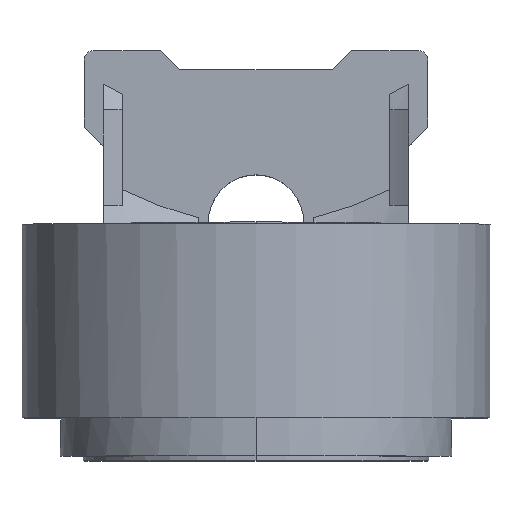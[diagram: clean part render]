
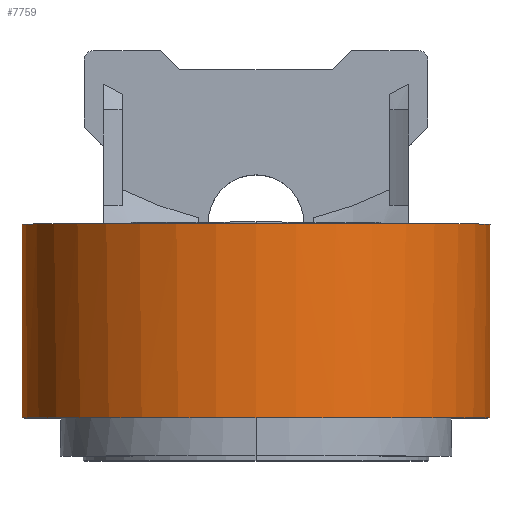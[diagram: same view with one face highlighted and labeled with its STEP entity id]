
A CAD part, top view. The second image highlights one B-rep face of the part: STEP entity #7759.
In plain terms, the highlighted cylindrical face has radius 12.25 mm (diameter 24.5 mm), a partial arc.
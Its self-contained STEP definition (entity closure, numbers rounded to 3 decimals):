
#160 = EDGE_CURVE ( 'NONE', #2596, #3549, #3328, .T. ) ;
#169 = DIRECTION ( 'NONE',  ( 0., -1., 0. ) ) ;
#176 = EDGE_CURVE ( 'NONE', #3819, #5101, #589, .T. ) ;
#308 = CARTESIAN_POINT ( 'NONE',  ( -4., -1.1, 0.921 ) ) ;
#384 = EDGE_CURVE ( 'NONE', #3819, #5835, #6841, .T. ) ;
#451 = VECTOR ( 'NONE', #3170, 1000. ) ;
#528 = ORIENTED_EDGE ( 'NONE', *, *, #2449, .F. ) ;
#575 = AXIS2_PLACEMENT_3D ( 'NONE', #8533, #4241, #793 ) ;
#589 = CIRCLE ( 'NONE', #4073, 12.25 ) ;
#657 = ORIENTED_EDGE ( 'NONE', *, *, #5223, .F. ) ;
#742 = VERTEX_POINT ( 'NONE', #7601 ) ;
#793 = DIRECTION ( 'NONE',  ( 0., 0., 1. ) ) ;
#856 = CIRCLE ( 'NONE', #1993, 12.25 ) ;
#1001 = CIRCLE ( 'NONE', #8522, 12.25 ) ;
#1078 = EDGE_LOOP ( 'NONE', ( #5575, #7370, #2178, #3930, #8205, #2934, #5387, #1099, #4991, #657, #8410, #7126, #7481, #4946, #6758, #528 ) ) ;
#1099 = ORIENTED_EDGE ( 'NONE', *, *, #6099, .F. ) ;
#1105 = DIRECTION ( 'NONE',  ( 0., 0., 1. ) ) ;
#1190 = DIRECTION ( 'NONE',  ( 0., 1., 0. ) ) ;
#1215 = DIRECTION ( 'NONE',  ( 0., 0., -1. ) ) ;
#1216 = EDGE_CURVE ( 'NONE', #3043, #7105, #7402, .T. ) ;
#1350 = CARTESIAN_POINT ( 'NONE',  ( -8., -8.8, 3.223 ) ) ;
#1466 = VECTOR ( 'NONE', #6620, 1000. ) ;
#1468 = DIRECTION ( 'NONE',  ( 0., 1., 0. ) ) ;
#1504 = DIRECTION ( 'NONE',  ( 0., 1., 0. ) ) ;
#1610 = AXIS2_PLACEMENT_3D ( 'NONE', #8043, #3939, #1215 ) ;
#1631 = VECTOR ( 'NONE', #1468, 1000. ) ;
#1664 = DIRECTION ( 'NONE',  ( 0., 0., -1. ) ) ;
#1902 = DIRECTION ( 'NONE',  ( 0., 1., 0. ) ) ;
#1979 = CIRCLE ( 'NONE', #6479, 12.25 ) ;
#1993 = AXIS2_PLACEMENT_3D ( 'NONE', #3826, #6117, #7985 ) ;
#2013 = VECTOR ( 'NONE', #7151, 1000. ) ;
#2104 = EDGE_CURVE ( 'NONE', #6653, #8346, #6785, .T. ) ;
#2178 = ORIENTED_EDGE ( 'NONE', *, *, #2965, .F. ) ;
#2292 = DIRECTION ( 'NONE',  ( 0., 0., 1. ) ) ;
#2449 = EDGE_CURVE ( 'NONE', #8346, #5239, #5221, .T. ) ;
#2588 = CARTESIAN_POINT ( 'NONE',  ( 0., -1.1, 12.5 ) ) ;
#2591 = VECTOR ( 'NONE', #1504, 1000. ) ;
#2596 = VERTEX_POINT ( 'NONE', #5146 ) ;
#2621 = EDGE_CURVE ( 'NONE', #7105, #7702, #5954, .T. ) ;
#2658 = DIRECTION ( 'NONE',  ( 0., -1., 0. ) ) ;
#2795 = DIRECTION ( 'NONE',  ( 0., 1., 0. ) ) ;
#2810 = CARTESIAN_POINT ( 'NONE',  ( 7., -8.8, 2.447 ) ) ;
#2934 = ORIENTED_EDGE ( 'NONE', *, *, #176, .T. ) ;
#2965 = EDGE_CURVE ( 'NONE', #3095, #6849, #3853, .T. ) ;
#3043 = VERTEX_POINT ( 'NONE', #8646 ) ;
#3095 = VERTEX_POINT ( 'NONE', #5812 ) ;
#3170 = DIRECTION ( 'NONE',  ( 0., -1., 0. ) ) ;
#3212 = CARTESIAN_POINT ( 'NONE',  ( 3., -10.25, 0.623 ) ) ;
#3232 = DIRECTION ( 'NONE',  ( -1., 0., 0. ) ) ;
#3328 = LINE ( 'NONE', #6102, #6396 ) ;
#3420 = FACE_OUTER_BOUND ( 'NONE', #1078, .T. ) ;
#3441 = CARTESIAN_POINT ( 'NONE',  ( -8., -12.5, 3.223 ) ) ;
#3470 = CARTESIAN_POINT ( 'NONE',  ( 0., -12.5, 12.5 ) ) ;
#3518 = VECTOR ( 'NONE', #1902, 1000. ) ;
#3531 = CARTESIAN_POINT ( 'NONE',  ( 8., -8.8, 3.223 ) ) ;
#3549 = VERTEX_POINT ( 'NONE', #308 ) ;
#3819 = VERTEX_POINT ( 'NONE', #1350 ) ;
#3826 = CARTESIAN_POINT ( 'NONE',  ( 0., -7., 12.5 ) ) ;
#3853 = LINE ( 'NONE', #5172, #451 ) ;
#3930 = ORIENTED_EDGE ( 'NONE', *, *, #7691, .T. ) ;
#3939 = DIRECTION ( 'NONE',  ( 0., -1., 0. ) ) ;
#4073 = AXIS2_PLACEMENT_3D ( 'NONE', #6814, #5608, #4737 ) ;
#4120 = VECTOR ( 'NONE', #8406, 1000. ) ;
#4196 = CIRCLE ( 'NONE', #5210, 12.25 ) ;
#4241 = DIRECTION ( 'NONE',  ( 0., 1., 0. ) ) ;
#4244 = LINE ( 'NONE', #8262, #4120 ) ;
#4362 = CIRCLE ( 'NONE', #1610, 12.25 ) ;
#4407 = CARTESIAN_POINT ( 'NONE',  ( -7., -12.501, 2.447 ) ) ;
#4737 = DIRECTION ( 'NONE',  ( 0., 0., 1. ) ) ;
#4738 = AXIS2_PLACEMENT_3D ( 'NONE', #3470, #2658, #6152 ) ;
#4829 = EDGE_CURVE ( 'NONE', #3043, #5239, #4244, .T. ) ;
#4929 = CARTESIAN_POINT ( 'NONE',  ( 0., -8.8, 12.5 ) ) ;
#4946 = ORIENTED_EDGE ( 'NONE', *, *, #1216, .F. ) ;
#4973 = CARTESIAN_POINT ( 'NONE',  ( 3., -7., 0.623 ) ) ;
#4991 = ORIENTED_EDGE ( 'NONE', *, *, #160, .F. ) ;
#5081 = LINE ( 'NONE', #4407, #2013 ) ;
#5101 = VERTEX_POINT ( 'NONE', #6981 ) ;
#5146 = CARTESIAN_POINT ( 'NONE',  ( -4., -7., 0.921 ) ) ;
#5172 = CARTESIAN_POINT ( 'NONE',  ( 8., -12.5, 3.223 ) ) ;
#5210 = AXIS2_PLACEMENT_3D ( 'NONE', #8537, #8451, #1664 ) ;
#5221 = CIRCLE ( 'NONE', #575, 12.25 ) ;
#5223 = EDGE_CURVE ( 'NONE', #5781, #2596, #856, .T. ) ;
#5239 = VERTEX_POINT ( 'NONE', #8183 ) ;
#5387 = ORIENTED_EDGE ( 'NONE', *, *, #6850, .T. ) ;
#5575 = ORIENTED_EDGE ( 'NONE', *, *, #2104, .F. ) ;
#5608 = DIRECTION ( 'NONE',  ( 0., -1., 0. ) ) ;
#5623 = CARTESIAN_POINT ( 'NONE',  ( -3., -12.5, 0.623 ) ) ;
#5762 = LINE ( 'NONE', #5623, #2591 ) ;
#5781 = VERTEX_POINT ( 'NONE', #6904 ) ;
#5812 = CARTESIAN_POINT ( 'NONE',  ( 8., -0.1, 3.223 ) ) ;
#5835 = VERTEX_POINT ( 'NONE', #8416 ) ;
#5954 = LINE ( 'NONE', #7294, #1466 ) ;
#5958 = DIRECTION ( 'NONE',  ( 0., 1., 0. ) ) ;
#6074 = CARTESIAN_POINT ( 'NONE',  ( 7., -12.501, 2.447 ) ) ;
#6099 = EDGE_CURVE ( 'NONE', #3549, #7310, #1001, .T. ) ;
#6102 = CARTESIAN_POINT ( 'NONE',  ( -4., -12.501, 0.921 ) ) ;
#6117 = DIRECTION ( 'NONE',  ( 0., 1., 0. ) ) ;
#6131 = CARTESIAN_POINT ( 'NONE',  ( 0., -7., 12.5 ) ) ;
#6152 = DIRECTION ( 'NONE',  ( 0., 0., -1. ) ) ;
#6396 = VECTOR ( 'NONE', #2795, 1000. ) ;
#6479 = AXIS2_PLACEMENT_3D ( 'NONE', #4929, #169, #2292 ) ;
#6620 = DIRECTION ( 'NONE',  ( 0., -1., 0. ) ) ;
#6653 = VERTEX_POINT ( 'NONE', #2810 ) ;
#6758 = ORIENTED_EDGE ( 'NONE', *, *, #4829, .T. ) ;
#6785 = LINE ( 'NONE', #6074, #3518 ) ;
#6812 = EDGE_CURVE ( 'NONE', #742, #5781, #5762, .T. ) ;
#6814 = CARTESIAN_POINT ( 'NONE',  ( 0., -8.8, 12.5 ) ) ;
#6841 = LINE ( 'NONE', #3441, #1631 ) ;
#6849 = VERTEX_POINT ( 'NONE', #3531 ) ;
#6850 = EDGE_CURVE ( 'NONE', #5101, #7310, #5081, .T. ) ;
#6877 = CARTESIAN_POINT ( 'NONE',  ( -7., -1.1, 2.447 ) ) ;
#6904 = CARTESIAN_POINT ( 'NONE',  ( -3., -7., 0.623 ) ) ;
#6981 = CARTESIAN_POINT ( 'NONE',  ( -7., -8.8, 2.447 ) ) ;
#7017 = EDGE_CURVE ( 'NONE', #7702, #742, #4196, .T. ) ;
#7105 = VERTEX_POINT ( 'NONE', #4973 ) ;
#7126 = ORIENTED_EDGE ( 'NONE', *, *, #7017, .F. ) ;
#7151 = DIRECTION ( 'NONE',  ( 0., 1., 0. ) ) ;
#7294 = CARTESIAN_POINT ( 'NONE',  ( 3., -12.5, 0.623 ) ) ;
#7310 = VERTEX_POINT ( 'NONE', #6877 ) ;
#7370 = ORIENTED_EDGE ( 'NONE', *, *, #8201, .T. ) ;
#7402 = CIRCLE ( 'NONE', #7548, 12.25 ) ;
#7481 = ORIENTED_EDGE ( 'NONE', *, *, #2621, .F. ) ;
#7548 = AXIS2_PLACEMENT_3D ( 'NONE', #6131, #1190, #3232 ) ;
#7601 = CARTESIAN_POINT ( 'NONE',  ( -3., -10.25, 0.623 ) ) ;
#7691 = EDGE_CURVE ( 'NONE', #3095, #5835, #4362, .T. ) ;
#7702 = VERTEX_POINT ( 'NONE', #3212 ) ;
#7759 = ADVANCED_FACE ( 'NONE', ( #3420 ), #8131, .T. ) ;
#7858 = CARTESIAN_POINT ( 'NONE',  ( 7., -1.1, 2.447 ) ) ;
#7985 = DIRECTION ( 'NONE',  ( -1., 0., 0. ) ) ;
#8043 = CARTESIAN_POINT ( 'NONE',  ( 0., -0.1, 12.5 ) ) ;
#8131 = CYLINDRICAL_SURFACE ( 'NONE', #4738, 12.25 ) ;
#8183 = CARTESIAN_POINT ( 'NONE',  ( 4., -1.1, 0.921 ) ) ;
#8201 = EDGE_CURVE ( 'NONE', #6653, #6849, #1979, .T. ) ;
#8205 = ORIENTED_EDGE ( 'NONE', *, *, #384, .F. ) ;
#8262 = CARTESIAN_POINT ( 'NONE',  ( 4., -12.501, 0.921 ) ) ;
#8346 = VERTEX_POINT ( 'NONE', #7858 ) ;
#8406 = DIRECTION ( 'NONE',  ( 0., 1., 0. ) ) ;
#8410 = ORIENTED_EDGE ( 'NONE', *, *, #6812, .F. ) ;
#8416 = CARTESIAN_POINT ( 'NONE',  ( -8., -0.1, 3.223 ) ) ;
#8451 = DIRECTION ( 'NONE',  ( 0., -1., 0. ) ) ;
#8522 = AXIS2_PLACEMENT_3D ( 'NONE', #2588, #5958, #1105 ) ;
#8533 = CARTESIAN_POINT ( 'NONE',  ( 0., -1.1, 12.5 ) ) ;
#8537 = CARTESIAN_POINT ( 'NONE',  ( 0., -10.25, 12.5 ) ) ;
#8646 = CARTESIAN_POINT ( 'NONE',  ( 4., -7., 0.921 ) ) ;
